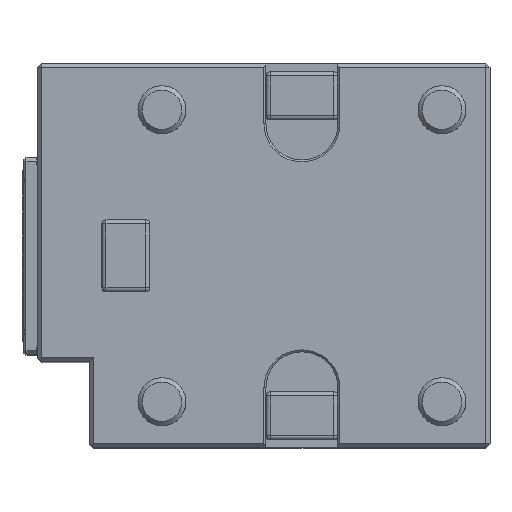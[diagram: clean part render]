
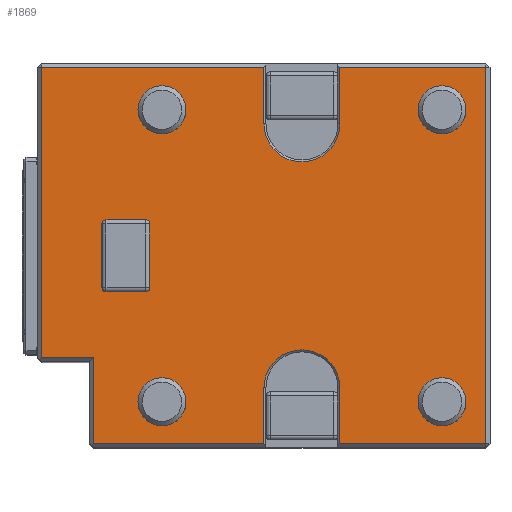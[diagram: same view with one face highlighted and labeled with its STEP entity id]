
A CAD part, top view. The second image highlights one B-rep face of the part: STEP entity #1869.
In plain terms, the highlighted planar face has unit normal (0, 0, 1).
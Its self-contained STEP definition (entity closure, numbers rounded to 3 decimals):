
#312=LINE('',#9157,#762);
#323=LINE('',#9181,#773);
#326=LINE('',#9187,#776);
#329=LINE('',#9197,#779);
#332=LINE('',#9203,#782);
#335=LINE('',#9208,#785);
#338=LINE('',#9214,#788);
#341=LINE('',#9220,#791);
#344=LINE('',#9230,#794);
#347=LINE('',#9236,#797);
#352=LINE('',#9245,#802);
#353=LINE('',#9247,#803);
#354=LINE('',#9252,#804);
#355=LINE('',#9256,#805);
#356=LINE('',#9260,#806);
#357=LINE('',#9264,#807);
#762=VECTOR('',#6540,1.);
#773=VECTOR('',#6567,1.);
#776=VECTOR('',#6572,1.);
#779=VECTOR('',#6583,1.);
#782=VECTOR('',#6588,1.);
#785=VECTOR('',#6593,1.);
#788=VECTOR('',#6598,1.);
#791=VECTOR('',#6603,1.);
#794=VECTOR('',#6614,1.);
#797=VECTOR('',#6619,1.);
#802=VECTOR('',#6626,1.);
#803=VECTOR('',#6629,1.);
#804=VECTOR('',#6634,1.);
#805=VECTOR('',#6637,1.);
#806=VECTOR('',#6640,1.);
#807=VECTOR('',#6643,1.);
#1155=CIRCLE('',#5597,9.5);
#1157=CIRCLE('',#5605,9.5);
#1158=CIRCLE('',#5611,0.999);
#1159=CIRCLE('',#5612,0.999);
#1160=CIRCLE('',#5613,0.999);
#1161=CIRCLE('',#5614,0.999);
#1162=CIRCLE('',#5615,5.994);
#1163=CIRCLE('',#5616,5.994);
#1164=CIRCLE('',#5617,5.994);
#1165=CIRCLE('',#5618,5.994);
#1376=PLANE('',#5619);
#1869=ADVANCED_FACE('',(#2147,#2148,#2149,#2150,#2151,#2152),#1376,.F.);
#2147=FACE_BOUND('',#2449,.T.);
#2148=FACE_BOUND('',#2450,.T.);
#2149=FACE_BOUND('',#2451,.T.);
#2150=FACE_BOUND('',#2452,.T.);
#2151=FACE_BOUND('',#2453,.T.);
#2152=FACE_BOUND('',#2454,.T.);
#2449=EDGE_LOOP('',(#3338,#3339,#3340,#3341,#3342,#3343,#3344,#3345));
#2450=EDGE_LOOP('',(#3346));
#2451=EDGE_LOOP('',(#3347));
#2452=EDGE_LOOP('',(#3348,#3349,#3350,#3351,#3352,#3353,#3354,#3355,#3356,
#3357,#3358,#3359,#3360,#3361));
#2453=EDGE_LOOP('',(#3362));
#2454=EDGE_LOOP('',(#3363));
#3338=ORIENTED_EDGE('',*,*,#4933,.T.);
#3339=ORIENTED_EDGE('',*,*,#4934,.T.);
#3340=ORIENTED_EDGE('',*,*,#4935,.T.);
#3341=ORIENTED_EDGE('',*,*,#4936,.T.);
#3342=ORIENTED_EDGE('',*,*,#4937,.T.);
#3343=ORIENTED_EDGE('',*,*,#4938,.T.);
#3344=ORIENTED_EDGE('',*,*,#4939,.T.);
#3345=ORIENTED_EDGE('',*,*,#4940,.T.);
#3346=ORIENTED_EDGE('',*,*,#4941,.T.);
#3347=ORIENTED_EDGE('',*,*,#4942,.T.);
#3348=ORIENTED_EDGE('',*,*,#4932,.T.);
#3349=ORIENTED_EDGE('',*,*,#4931,.T.);
#3350=ORIENTED_EDGE('',*,*,#4926,.T.);
#3351=ORIENTED_EDGE('',*,*,#4923,.T.);
#3352=ORIENTED_EDGE('',*,*,#4922,.T.);
#3353=ORIENTED_EDGE('',*,*,#4918,.T.);
#3354=ORIENTED_EDGE('',*,*,#4915,.T.);
#3355=ORIENTED_EDGE('',*,*,#4912,.T.);
#3356=ORIENTED_EDGE('',*,*,#4909,.T.);
#3357=ORIENTED_EDGE('',*,*,#4906,.T.);
#3358=ORIENTED_EDGE('',*,*,#4905,.T.);
#3359=ORIENTED_EDGE('',*,*,#4901,.T.);
#3360=ORIENTED_EDGE('',*,*,#4898,.T.);
#3361=ORIENTED_EDGE('',*,*,#4886,.T.);
#3362=ORIENTED_EDGE('',*,*,#4943,.F.);
#3363=ORIENTED_EDGE('',*,*,#4944,.F.);
#4258=VERTEX_POINT('',#8950);
#4259=VERTEX_POINT('',#8954);
#4282=VERTEX_POINT('',#9024);
#4319=VERTEX_POINT('',#9156);
#4325=VERTEX_POINT('',#9182);
#4327=VERTEX_POINT('',#9188);
#4328=VERTEX_POINT('',#9192);
#4330=VERTEX_POINT('',#9198);
#4335=VERTEX_POINT('',#9215);
#4337=VERTEX_POINT('',#9221);
#4338=VERTEX_POINT('',#9225);
#4340=VERTEX_POINT('',#9231);
#4342=VERTEX_POINT('',#9237);
#4344=VERTEX_POINT('',#9244);
#4345=VERTEX_POINT('',#9250);
#4346=VERTEX_POINT('',#9251);
#4347=VERTEX_POINT('',#9253);
#4348=VERTEX_POINT('',#9255);
#4349=VERTEX_POINT('',#9257);
#4350=VERTEX_POINT('',#9259);
#4351=VERTEX_POINT('',#9261);
#4352=VERTEX_POINT('',#9263);
#4353=VERTEX_POINT('',#9266);
#4354=VERTEX_POINT('',#9268);
#4355=VERTEX_POINT('',#9270);
#4356=VERTEX_POINT('',#9272);
#4886=EDGE_CURVE('',#4282,#4319,#312,.T.);
#4898=EDGE_CURVE('',#4325,#4282,#323,.T.);
#4901=EDGE_CURVE('',#4327,#4325,#326,.T.);
#4905=EDGE_CURVE('',#4328,#4327,#1155,.T.);
#4906=EDGE_CURVE('',#4330,#4328,#329,.T.);
#4909=EDGE_CURVE('',#4258,#4330,#332,.T.);
#4912=EDGE_CURVE('',#4259,#4258,#335,.T.);
#4915=EDGE_CURVE('',#4335,#4259,#338,.T.);
#4918=EDGE_CURVE('',#4337,#4335,#341,.T.);
#4922=EDGE_CURVE('',#4338,#4337,#1157,.T.);
#4923=EDGE_CURVE('',#4340,#4338,#344,.T.);
#4926=EDGE_CURVE('',#4342,#4340,#347,.T.);
#4931=EDGE_CURVE('',#4344,#4342,#352,.T.);
#4932=EDGE_CURVE('',#4319,#4344,#353,.T.);
#4933=EDGE_CURVE('',#4345,#4346,#1158,.T.);
#4934=EDGE_CURVE('',#4346,#4347,#354,.T.);
#4935=EDGE_CURVE('',#4347,#4348,#1159,.T.);
#4936=EDGE_CURVE('',#4348,#4349,#355,.T.);
#4937=EDGE_CURVE('',#4349,#4350,#1160,.T.);
#4938=EDGE_CURVE('',#4350,#4351,#356,.T.);
#4939=EDGE_CURVE('',#4351,#4352,#1161,.T.);
#4940=EDGE_CURVE('',#4352,#4345,#357,.T.);
#4941=EDGE_CURVE('',#4353,#4353,#1162,.T.);
#4942=EDGE_CURVE('',#4354,#4354,#1163,.T.);
#4943=EDGE_CURVE('',#4355,#4355,#1164,.T.);
#4944=EDGE_CURVE('',#4356,#4356,#1165,.T.);
#5597=AXIS2_PLACEMENT_3D('',#9195,#6579,#6580);
#5605=AXIS2_PLACEMENT_3D('',#9228,#6610,#6611);
#5611=AXIS2_PLACEMENT_3D('',#9249,#6632,#6633);
#5612=AXIS2_PLACEMENT_3D('',#9254,#6635,#6636);
#5613=AXIS2_PLACEMENT_3D('',#9258,#6638,#6639);
#5614=AXIS2_PLACEMENT_3D('',#9262,#6641,#6642);
#5615=AXIS2_PLACEMENT_3D('',#9265,#6644,#6645);
#5616=AXIS2_PLACEMENT_3D('',#9267,#6646,#6647);
#5617=AXIS2_PLACEMENT_3D('',#9269,#6648,#6649);
#5618=AXIS2_PLACEMENT_3D('',#9271,#6650,#6651);
#5619=AXIS2_PLACEMENT_3D('',#9273,#6652,#6653);
#6540=DIRECTION('',(0.,-1.,0.));
#6567=DIRECTION('',(-1.,0.,0.));
#6572=DIRECTION('',(0.,1.,0.));
#6579=DIRECTION('',(0.,0.,-1.));
#6580=DIRECTION('',(1.,0.,0.));
#6583=DIRECTION('',(0.,-1.,0.));
#6588=DIRECTION('',(-1.,0.,0.));
#6593=DIRECTION('',(0.,1.,0.));
#6598=DIRECTION('',(1.,0.,0.));
#6603=DIRECTION('',(0.,-1.,0.));
#6610=DIRECTION('',(0.,0.,-1.));
#6611=DIRECTION('',(1.,0.,0.));
#6614=DIRECTION('',(0.,1.,0.));
#6619=DIRECTION('',(1.,0.,0.));
#6626=DIRECTION('',(0.,-1.,0.));
#6629=DIRECTION('',(1.,0.,0.));
#6632=DIRECTION('',(0.,0.,-1.));
#6633=DIRECTION('',(0.,1.,0.));
#6634=DIRECTION('',(0.,-1.,0.));
#6635=DIRECTION('',(0.,0.,-1.));
#6636=DIRECTION('',(0.,1.,0.));
#6637=DIRECTION('',(-1.,0.,0.));
#6638=DIRECTION('',(0.,0.,-1.));
#6639=DIRECTION('',(0.,1.,0.));
#6640=DIRECTION('',(0.,1.,0.));
#6641=DIRECTION('',(0.,0.,-1.));
#6642=DIRECTION('',(0.,1.,0.));
#6643=DIRECTION('',(1.,0.,0.));
#6644=DIRECTION('',(0.,0.,-1.));
#6645=DIRECTION('',(0.,1.,0.));
#6646=DIRECTION('',(0.,0.,-1.));
#6647=DIRECTION('',(0.,1.,0.));
#6648=DIRECTION('',(0.,0.,1.));
#6649=DIRECTION('',(0.,-1.,0.));
#6650=DIRECTION('',(0.,0.,1.));
#6651=DIRECTION('',(0.,-1.,0.));
#6652=DIRECTION('',(0.,0.,-1.));
#6653=DIRECTION('',(-1.,0.,0.));
#8950=CARTESIAN_POINT('',(46.,47.,0.));
#8954=CARTESIAN_POINT('',(46.,-47.,0.));
#9024=CARTESIAN_POINT('',(-65.,47.,0.));
#9156=CARTESIAN_POINT('',(-65.,-25.5,0.));
#9157=CARTESIAN_POINT('',(-65.,48.,0.));
#9181=CARTESIAN_POINT('',(47.,47.,0.));
#9182=CARTESIAN_POINT('',(-9.5,47.,0.));
#9187=CARTESIAN_POINT('',(-9.5,48.,0.));
#9188=CARTESIAN_POINT('',(-9.5,33.,0.));
#9192=CARTESIAN_POINT('',(9.5,33.,0.));
#9195=CARTESIAN_POINT('',(0.,33.,0.));
#9197=CARTESIAN_POINT('',(9.5,48.,0.));
#9198=CARTESIAN_POINT('',(9.5,47.,0.));
#9203=CARTESIAN_POINT('',(47.,47.,0.));
#9208=CARTESIAN_POINT('',(46.,48.,0.));
#9214=CARTESIAN_POINT('',(47.,-47.,0.));
#9215=CARTESIAN_POINT('',(9.5,-47.,0.));
#9220=CARTESIAN_POINT('',(9.5,48.,0.));
#9221=CARTESIAN_POINT('',(9.5,-33.,0.));
#9225=CARTESIAN_POINT('',(-9.5,-33.,0.));
#9228=CARTESIAN_POINT('',(0.,-33.,0.));
#9230=CARTESIAN_POINT('',(-9.5,48.,0.));
#9231=CARTESIAN_POINT('',(-9.5,-47.,0.));
#9236=CARTESIAN_POINT('',(-9.5,-47.,0.));
#9237=CARTESIAN_POINT('',(-52.,-47.,0.));
#9244=CARTESIAN_POINT('',(-52.,-25.5,0.));
#9245=CARTESIAN_POINT('',(-52.,48.,0.));
#9247=CARTESIAN_POINT('',(-53.,-25.5,0.));
#9249=CARTESIAN_POINT('',(-39.005,7.992,0.));
#9250=CARTESIAN_POINT('',(-39.005,8.991,0.));
#9251=CARTESIAN_POINT('',(-38.006,7.992,0.));
#9252=CARTESIAN_POINT('',(-38.006,48.,0.));
#9253=CARTESIAN_POINT('',(-38.006,-7.992,0.));
#9254=CARTESIAN_POINT('',(-39.005,-7.992,0.));
#9255=CARTESIAN_POINT('',(-39.005,-8.991,0.));
#9256=CARTESIAN_POINT('',(47.,-8.991,0.));
#9257=CARTESIAN_POINT('',(-48.995,-8.991,0.));
#9258=CARTESIAN_POINT('',(-48.995,-7.992,0.));
#9259=CARTESIAN_POINT('',(-49.994,-7.992,0.));
#9260=CARTESIAN_POINT('',(-49.994,48.,0.));
#9261=CARTESIAN_POINT('',(-49.994,7.992,0.));
#9262=CARTESIAN_POINT('',(-48.995,7.992,0.));
#9263=CARTESIAN_POINT('',(-48.995,8.991,0.));
#9264=CARTESIAN_POINT('',(47.,8.991,0.));
#9265=CARTESIAN_POINT('',(35.,36.5,0.));
#9266=CARTESIAN_POINT('',(35.,42.494,0.));
#9267=CARTESIAN_POINT('',(35.,-36.5,0.));
#9268=CARTESIAN_POINT('',(35.,-30.506,0.));
#9269=CARTESIAN_POINT('',(-35.,36.5,0.));
#9270=CARTESIAN_POINT('',(-35.,42.494,0.));
#9271=CARTESIAN_POINT('',(-35.,-36.5,0.));
#9272=CARTESIAN_POINT('',(-35.,-30.506,0.));
#9273=CARTESIAN_POINT('',(47.,48.,0.));
